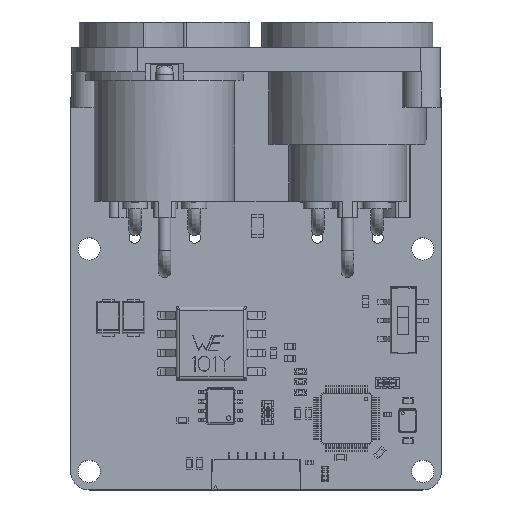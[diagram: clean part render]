
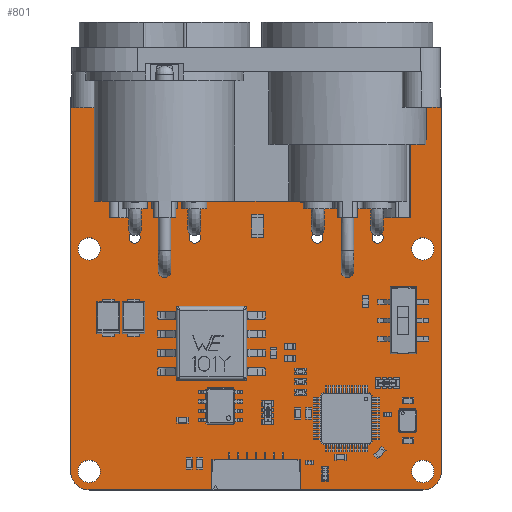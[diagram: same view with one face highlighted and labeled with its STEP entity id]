
A CAD part, top view. The second image highlights one B-rep face of the part: STEP entity #801.
In plain terms, the highlighted planar face has unit normal (0, 0, 1).
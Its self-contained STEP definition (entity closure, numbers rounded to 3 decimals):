
#22 = VERTEX_POINT('',#23);
#23 = CARTESIAN_POINT('',(25.,25.,0.));
#41 = VERTEX_POINT('',#42);
#42 = CARTESIAN_POINT('',(22.5,27.5,0.));
#48 = EDGE_CURVE('',#22,#41,#49,.T.);
#49 = CIRCLE('',#50,2.5);
#50 = AXIS2_PLACEMENT_3D('',#51,#52,#53);
#51 = CARTESIAN_POINT('',(22.5,25.,0.));
#52 = DIRECTION('',(-0.,0.,1.));
#53 = DIRECTION('',(1.,0.,0.));
#64 = VERTEX_POINT('',#65);
#65 = CARTESIAN_POINT('',(25.,-25.,0.));
#80 = EDGE_CURVE('',#64,#22,#81,.T.);
#81 = LINE('',#82,#83);
#82 = CARTESIAN_POINT('',(25.,-25.,0.));
#83 = VECTOR('',#84,1.);
#84 = DIRECTION('',(0.,1.,0.));
#95 = VERTEX_POINT('',#96);
#96 = CARTESIAN_POINT('',(-22.5,27.5,0.));
#111 = EDGE_CURVE('',#95,#41,#112,.T.);
#112 = LINE('',#113,#114);
#113 = CARTESIAN_POINT('',(-22.5,27.5,0.));
#114 = VECTOR('',#115,1.);
#115 = DIRECTION('',(1.,0.,0.));
#126 = VERTEX_POINT('',#127);
#127 = CARTESIAN_POINT('',(22.5,-27.5,0.));
#143 = EDGE_CURVE('',#126,#64,#144,.T.);
#144 = CIRCLE('',#145,2.5);
#145 = AXIS2_PLACEMENT_3D('',#146,#147,#148);
#146 = CARTESIAN_POINT('',(22.5,-25.,0.));
#147 = DIRECTION('',(0.,0.,1.));
#148 = DIRECTION('',(0.,-1.,0.));
#169 = VERTEX_POINT('',#170);
#170 = CARTESIAN_POINT('',(-25.,25.,0.));
#176 = EDGE_CURVE('',#95,#169,#177,.T.);
#177 = CIRCLE('',#178,2.5);
#178 = AXIS2_PLACEMENT_3D('',#179,#180,#181);
#179 = CARTESIAN_POINT('',(-22.5,25.,0.));
#180 = DIRECTION('',(0.,-0.,1.));
#181 = DIRECTION('',(0.,1.,0.));
#192 = VERTEX_POINT('',#193);
#193 = CARTESIAN_POINT('',(-22.5,-27.5,0.));
#208 = EDGE_CURVE('',#192,#126,#209,.T.);
#209 = LINE('',#210,#211);
#210 = CARTESIAN_POINT('',(-22.5,-27.5,0.));
#211 = VECTOR('',#212,1.);
#212 = DIRECTION('',(1.,0.,0.));
#232 = VERTEX_POINT('',#233);
#233 = CARTESIAN_POINT('',(-25.,-25.,0.));
#239 = EDGE_CURVE('',#169,#232,#240,.T.);
#240 = LINE('',#241,#242);
#241 = CARTESIAN_POINT('',(-25.,25.,0.));
#242 = VECTOR('',#243,1.);
#243 = DIRECTION('',(0.,-1.,0.));
#262 = EDGE_CURVE('',#232,#192,#263,.T.);
#263 = CIRCLE('',#264,2.5);
#264 = AXIS2_PLACEMENT_3D('',#265,#266,#267);
#265 = CARTESIAN_POINT('',(-22.5,-25.,0.));
#266 = DIRECTION('',(0.,0.,1.));
#267 = DIRECTION('',(-1.,0.,0.));
#278 = VERTEX_POINT('',#279);
#279 = CARTESIAN_POINT('',(19.,-1.7,0.));
#295 = EDGE_CURVE('',#278,#278,#296,.T.);
#296 = CIRCLE('',#297,0.6);
#297 = AXIS2_PLACEMENT_3D('',#298,#299,#300);
#298 = CARTESIAN_POINT('',(19.,-1.1,0.));
#299 = DIRECTION('',(0.,0.,1.));
#300 = DIRECTION('',(0.,-1.,0.));
#311 = VERTEX_POINT('',#312);
#312 = CARTESIAN_POINT('',(11.59,2.54,0.));
#328 = EDGE_CURVE('',#311,#311,#329,.T.);
#329 = CIRCLE('',#330,0.75);
#330 = AXIS2_PLACEMENT_3D('',#331,#332,#333);
#331 = CARTESIAN_POINT('',(12.34,2.54,0.));
#332 = DIRECTION('',(0.,0.,1.));
#333 = DIRECTION('',(-1.,0.,0.));
#344 = VERTEX_POINT('',#345);
#345 = CARTESIAN_POINT('',(-13.06,2.55,0.));
#361 = EDGE_CURVE('',#344,#344,#362,.T.);
#362 = CIRCLE('',#363,0.75);
#363 = AXIS2_PLACEMENT_3D('',#364,#365,#366);
#364 = CARTESIAN_POINT('',(-12.31,2.55,0.));
#365 = DIRECTION('',(0.,0.,1.));
#366 = DIRECTION('',(-1.,0.,0.));
#377 = VERTEX_POINT('',#378);
#378 = CARTESIAN_POINT('',(-9.,6.54,0.));
#394 = EDGE_CURVE('',#377,#377,#395,.T.);
#395 = CIRCLE('',#396,0.75);
#396 = AXIS2_PLACEMENT_3D('',#397,#398,#399);
#397 = CARTESIAN_POINT('',(-8.25,6.54,0.));
#398 = DIRECTION('',(0.,0.,1.));
#399 = DIRECTION('',(-1.,0.,0.));
#410 = VERTEX_POINT('',#411);
#411 = CARTESIAN_POINT('',(15.65,6.54,0.));
#427 = EDGE_CURVE('',#410,#410,#428,.T.);
#428 = CIRCLE('',#429,0.75);
#429 = AXIS2_PLACEMENT_3D('',#430,#431,#432);
#430 = CARTESIAN_POINT('',(16.4,6.54,0.));
#431 = DIRECTION('',(0.,0.,1.));
#432 = DIRECTION('',(-1.,0.,0.));
#443 = VERTEX_POINT('',#444);
#444 = CARTESIAN_POINT('',(7.53,6.54,0.));
#460 = EDGE_CURVE('',#443,#443,#461,.T.);
#461 = CIRCLE('',#462,0.75);
#462 = AXIS2_PLACEMENT_3D('',#463,#464,#465);
#463 = CARTESIAN_POINT('',(8.28,6.54,0.));
#464 = DIRECTION('',(0.,0.,1.));
#465 = DIRECTION('',(-1.,0.,0.));
#476 = VERTEX_POINT('',#477);
#477 = CARTESIAN_POINT('',(24.,5.,0.));
#493 = EDGE_CURVE('',#476,#476,#494,.T.);
#494 = CIRCLE('',#495,1.5);
#495 = AXIS2_PLACEMENT_3D('',#496,#497,#498);
#496 = CARTESIAN_POINT('',(22.5,5.,0.));
#497 = DIRECTION('',(0.,0.,1.));
#498 = DIRECTION('',(1.,0.,0.));
#509 = VERTEX_POINT('',#510);
#510 = CARTESIAN_POINT('',(20.8,-1.7,0.));
#526 = EDGE_CURVE('',#509,#509,#527,.T.);
#527 = CIRCLE('',#528,0.6);
#528 = AXIS2_PLACEMENT_3D('',#529,#530,#531);
#529 = CARTESIAN_POINT('',(20.8,-1.1,0.));
#530 = DIRECTION('',(0.,0.,1.));
#531 = DIRECTION('',(0.,-1.,0.));
#542 = VERTEX_POINT('',#543);
#543 = CARTESIAN_POINT('',(19.,-8.8,0.));
#559 = EDGE_CURVE('',#542,#542,#560,.T.);
#560 = CIRCLE('',#561,0.6);
#561 = AXIS2_PLACEMENT_3D('',#562,#563,#564);
#562 = CARTESIAN_POINT('',(19.,-8.2,0.));
#563 = DIRECTION('',(0.,0.,1.));
#564 = DIRECTION('',(0.,-1.,0.));
#575 = VERTEX_POINT('',#576);
#576 = CARTESIAN_POINT('',(20.8,-8.8,0.));
#592 = EDGE_CURVE('',#575,#575,#593,.T.);
#593 = CIRCLE('',#594,0.6);
#594 = AXIS2_PLACEMENT_3D('',#595,#596,#597);
#595 = CARTESIAN_POINT('',(20.8,-8.2,0.));
#596 = DIRECTION('',(0.,0.,1.));
#597 = DIRECTION('',(0.,-1.,0.));
#608 = VERTEX_POINT('',#609);
#609 = CARTESIAN_POINT('',(-17.12,6.54,0.));
#625 = EDGE_CURVE('',#608,#608,#626,.T.);
#626 = CIRCLE('',#627,0.75);
#627 = AXIS2_PLACEMENT_3D('',#628,#629,#630);
#628 = CARTESIAN_POINT('',(-16.37,6.54,0.));
#629 = DIRECTION('',(0.,0.,1.));
#630 = DIRECTION('',(-1.,0.,0.));
#641 = VERTEX_POINT('',#642);
#642 = CARTESIAN_POINT('',(11.59,10.54,0.));
#658 = EDGE_CURVE('',#641,#641,#659,.T.);
#659 = CIRCLE('',#660,0.75);
#660 = AXIS2_PLACEMENT_3D('',#661,#662,#663);
#661 = CARTESIAN_POINT('',(12.34,10.54,0.));
#662 = DIRECTION('',(0.,0.,1.));
#663 = DIRECTION('',(-1.,0.,0.));
#674 = VERTEX_POINT('',#675);
#675 = CARTESIAN_POINT('',(-13.06,10.54,0.));
#691 = EDGE_CURVE('',#674,#674,#692,.T.);
#692 = CIRCLE('',#693,0.75);
#693 = AXIS2_PLACEMENT_3D('',#694,#695,#696);
#694 = CARTESIAN_POINT('',(-12.31,10.54,0.));
#695 = DIRECTION('',(0.,0.,1.));
#696 = DIRECTION('',(-1.,0.,0.));
#707 = VERTEX_POINT('',#708);
#708 = CARTESIAN_POINT('',(-22.5,3.5,0.));
#724 = EDGE_CURVE('',#707,#707,#725,.T.);
#725 = CIRCLE('',#726,1.5);
#726 = AXIS2_PLACEMENT_3D('',#727,#728,#729);
#727 = CARTESIAN_POINT('',(-22.5,5.,0.));
#728 = DIRECTION('',(0.,0.,1.));
#729 = DIRECTION('',(0.,-1.,0.));
#740 = VERTEX_POINT('',#741);
#741 = CARTESIAN_POINT('',(22.5,-23.5,0.));
#757 = EDGE_CURVE('',#740,#740,#758,.T.);
#758 = CIRCLE('',#759,1.5);
#759 = AXIS2_PLACEMENT_3D('',#760,#761,#762);
#760 = CARTESIAN_POINT('',(22.5,-25.,0.));
#761 = DIRECTION('',(0.,-0.,1.));
#762 = DIRECTION('',(0.,1.,0.));
#773 = VERTEX_POINT('',#774);
#774 = CARTESIAN_POINT('',(-22.5,-23.5,0.));
#790 = EDGE_CURVE('',#773,#773,#791,.T.);
#791 = CIRCLE('',#792,1.5);
#792 = AXIS2_PLACEMENT_3D('',#793,#794,#795);
#793 = CARTESIAN_POINT('',(-22.5,-25.,0.));
#794 = DIRECTION('',(0.,-0.,1.));
#795 = DIRECTION('',(0.,1.,0.));
#801 = ADVANCED_FACE('',(#802,#812,#815,#818,#821,#824,#827,#830,#833,
    #836,#839,#842,#845,#848,#851,#854,#857),#860,.F.);
#802 = FACE_BOUND('',#803,.F.);
#803 = EDGE_LOOP('',(#804,#805,#806,#807,#808,#809,#810,#811));
#804 = ORIENTED_EDGE('',*,*,#48,.F.);
#805 = ORIENTED_EDGE('',*,*,#80,.F.);
#806 = ORIENTED_EDGE('',*,*,#143,.F.);
#807 = ORIENTED_EDGE('',*,*,#208,.F.);
#808 = ORIENTED_EDGE('',*,*,#262,.F.);
#809 = ORIENTED_EDGE('',*,*,#239,.F.);
#810 = ORIENTED_EDGE('',*,*,#176,.F.);
#811 = ORIENTED_EDGE('',*,*,#111,.T.);
#812 = FACE_BOUND('',#813,.F.);
#813 = EDGE_LOOP('',(#814));
#814 = ORIENTED_EDGE('',*,*,#295,.T.);
#815 = FACE_BOUND('',#816,.F.);
#816 = EDGE_LOOP('',(#817));
#817 = ORIENTED_EDGE('',*,*,#328,.T.);
#818 = FACE_BOUND('',#819,.F.);
#819 = EDGE_LOOP('',(#820));
#820 = ORIENTED_EDGE('',*,*,#361,.T.);
#821 = FACE_BOUND('',#822,.F.);
#822 = EDGE_LOOP('',(#823));
#823 = ORIENTED_EDGE('',*,*,#394,.T.);
#824 = FACE_BOUND('',#825,.F.);
#825 = EDGE_LOOP('',(#826));
#826 = ORIENTED_EDGE('',*,*,#427,.T.);
#827 = FACE_BOUND('',#828,.F.);
#828 = EDGE_LOOP('',(#829));
#829 = ORIENTED_EDGE('',*,*,#460,.T.);
#830 = FACE_BOUND('',#831,.F.);
#831 = EDGE_LOOP('',(#832));
#832 = ORIENTED_EDGE('',*,*,#493,.T.);
#833 = FACE_BOUND('',#834,.F.);
#834 = EDGE_LOOP('',(#835));
#835 = ORIENTED_EDGE('',*,*,#526,.T.);
#836 = FACE_BOUND('',#837,.F.);
#837 = EDGE_LOOP('',(#838));
#838 = ORIENTED_EDGE('',*,*,#559,.T.);
#839 = FACE_BOUND('',#840,.F.);
#840 = EDGE_LOOP('',(#841));
#841 = ORIENTED_EDGE('',*,*,#592,.T.);
#842 = FACE_BOUND('',#843,.F.);
#843 = EDGE_LOOP('',(#844));
#844 = ORIENTED_EDGE('',*,*,#625,.T.);
#845 = FACE_BOUND('',#846,.F.);
#846 = EDGE_LOOP('',(#847));
#847 = ORIENTED_EDGE('',*,*,#658,.T.);
#848 = FACE_BOUND('',#849,.F.);
#849 = EDGE_LOOP('',(#850));
#850 = ORIENTED_EDGE('',*,*,#691,.T.);
#851 = FACE_BOUND('',#852,.F.);
#852 = EDGE_LOOP('',(#853));
#853 = ORIENTED_EDGE('',*,*,#724,.T.);
#854 = FACE_BOUND('',#855,.F.);
#855 = EDGE_LOOP('',(#856));
#856 = ORIENTED_EDGE('',*,*,#757,.T.);
#857 = FACE_BOUND('',#858,.F.);
#858 = EDGE_LOOP('',(#859));
#859 = ORIENTED_EDGE('',*,*,#790,.T.);
#860 = PLANE('',#861);
#861 = AXIS2_PLACEMENT_3D('',#862,#863,#864);
#862 = CARTESIAN_POINT('',(25.,25.,0.));
#863 = DIRECTION('',(0.,0.,-1.));
#864 = DIRECTION('',(-1.,0.,0.));
